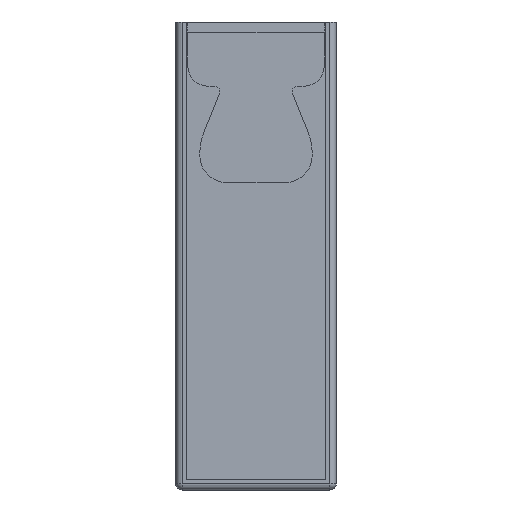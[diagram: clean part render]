
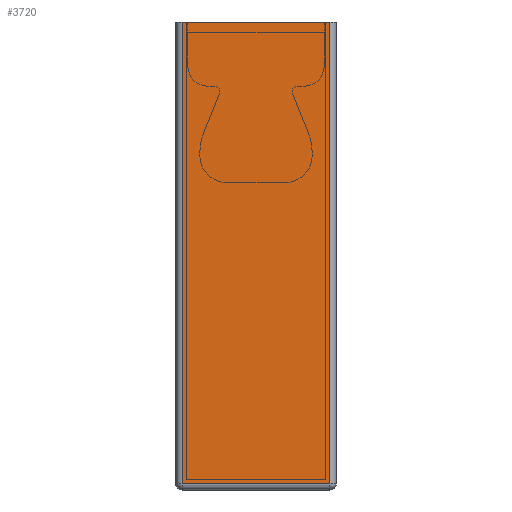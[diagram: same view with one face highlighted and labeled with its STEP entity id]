
A CAD part, left-side view. The second image highlights one B-rep face of the part: STEP entity #3720.
In plain terms, the highlighted planar face has unit normal (-1, 0, 0).
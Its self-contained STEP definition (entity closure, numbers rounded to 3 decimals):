
#470=CARTESIAN_POINT('',(0.,0.5,0.));
#480=VERTEX_POINT('',#470);
#510=CARTESIAN_POINT('',(0.,0.,0.));
#520=DIRECTION('',(0.,1.,0.));
#530=VECTOR('',#520,1.);
#540=LINE('',#510,#530);
#550=CARTESIAN_POINT('',(0.,11.5,0.));
#560=VERTEX_POINT('',#550);
#570=EDGE_CURVE('',#480,#560,#540,.T.);
#3420=CARTESIAN_POINT('',(0.,0.,0.));
#3430=DIRECTION('',(1.,0.,0.));
#3440=DIRECTION('',(0.,-1.,0.));
#3450=AXIS2_PLACEMENT_3D('',#3420,#3430,#3440);
#3460=PLANE('',#3450);
#3470=CARTESIAN_POINT('',(0.,11.5,0.));
#3480=DIRECTION('',(0.,0.,1.));
#3490=VECTOR('',#3480,1.);
#3500=LINE('',#3470,#3490);
#3510=CARTESIAN_POINT('',(0.,11.5,-34.5));
#3520=VERTEX_POINT('',#3510);
#3530=EDGE_CURVE('',#3520,#560,#3500,.T.);
#3540=ORIENTED_EDGE('',*,*,#3530,.F.);
#3550=ORIENTED_EDGE('',*,*,#570,.T.);
#3560=CARTESIAN_POINT('',(0.,0.5,0.));
#3570=DIRECTION('',(0.,0.,-1.));
#3580=VECTOR('',#3570,1.);
#3590=LINE('',#3560,#3580);
#3600=CARTESIAN_POINT('',(0.,0.5,-34.5));
#3610=VERTEX_POINT('',#3600);
#3620=EDGE_CURVE('',#480,#3610,#3590,.T.);
#3630=ORIENTED_EDGE('',*,*,#3620,.F.);
#3640=CARTESIAN_POINT('',(0.,0.,-34.5));
#3650=DIRECTION('',(0.,1.,0.));
#3660=VECTOR('',#3650,1.);
#3670=LINE('',#3640,#3660);
#3680=EDGE_CURVE('',#3610,#3520,#3670,.T.);
#3690=ORIENTED_EDGE('',*,*,#3680,.F.);
#3700=EDGE_LOOP('',(#3690,#3630,#3550,#3540));
#3710=FACE_OUTER_BOUND('',#3700,.T.);
#3720=ADVANCED_FACE('',(#3710),#3460,.F.);
